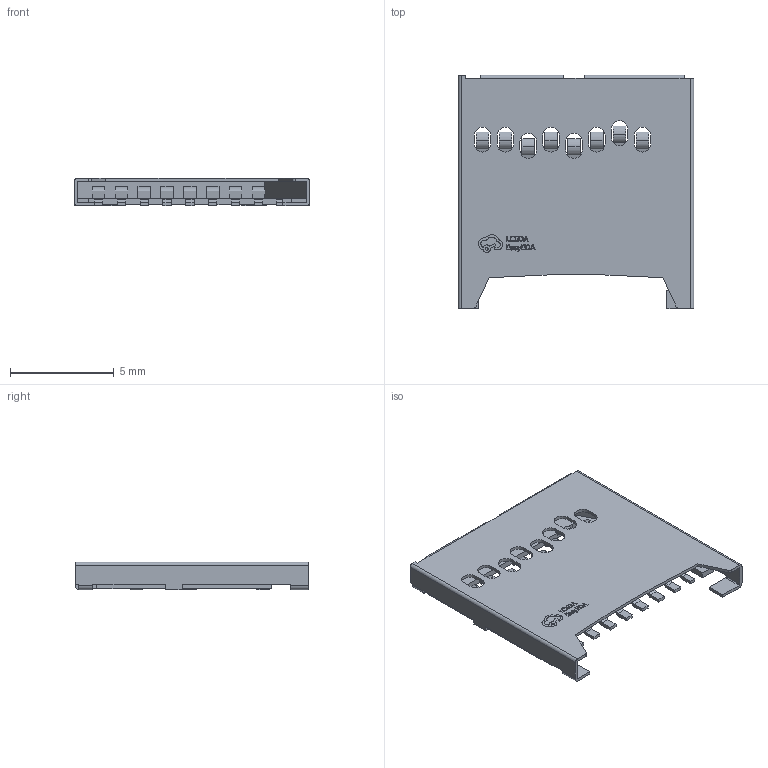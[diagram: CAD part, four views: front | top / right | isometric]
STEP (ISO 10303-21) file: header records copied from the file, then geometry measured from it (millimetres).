
FILE_DESCRIPTION (( 'STEP AP214' ), '1' );
FILE_NAME ('TF-SMD_TF-110.step', '2022-07-29T08:29:32', ( '' ), ( '' ), 'SwSTEP 2.0', 'SolidWorks 2020', '' );
FILE_SCHEMA (( 'AUTOMOTIVE_DESIGN' ));
Length unit declared in the file: millimetre
Products named in the file (1): TF-SMD_TF-110
Bounding box: 11.35 x 11.25 x 1.32 mm (x, y, z)
Volume: 49.1 mm3; surface area: 501 mm2
Topology: 2 solids, 2 shells, 558 faces, 1544 edges, 1026 vertices
Faces by surface type: plane 390, bspline 98, cylinder 70
Entity records: 24377 total; most frequent: CARTESIAN_POINT 4435, ORIENTED_EDGE 3088, DIRECTION 2406, EDGE_CURVE 1544, LINE 1204, VECTOR 1204, VERTEX_POINT 1026, EDGE_LOOP 612
